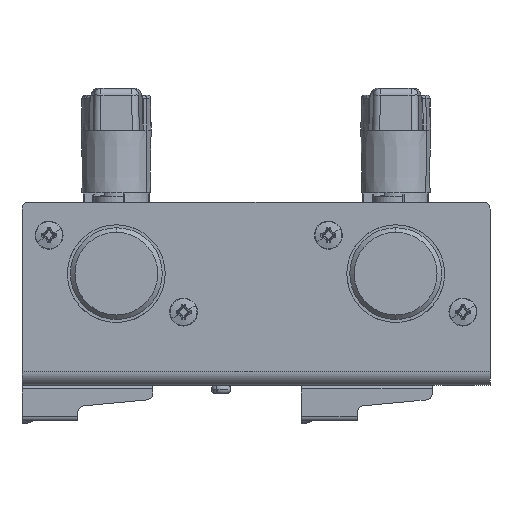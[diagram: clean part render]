
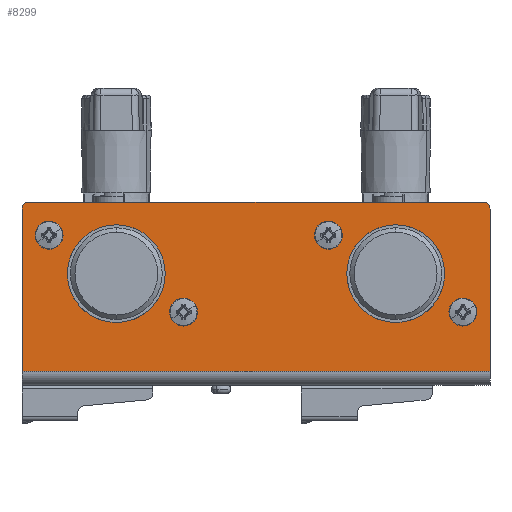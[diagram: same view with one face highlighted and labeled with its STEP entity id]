
A CAD part, front view. The second image highlights one B-rep face of the part: STEP entity #8299.
In plain terms, the highlighted planar face has unit normal (0, -1, 0).
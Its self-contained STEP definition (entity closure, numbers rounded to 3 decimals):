
#2501=CARTESIAN_POINT('Vertex',(-67.,-183.,50.5)) ;
#2791=CARTESIAN_POINT('Vertex',(-67.,-183.,4.)) ;
#2794=CARTESIAN_POINT('Line Origine',(-67.,-183.,27.25)) ;
#3048=CARTESIAN_POINT('Vertex',(67.,-183.,4.)) ;
#3051=CARTESIAN_POINT('Line Origine',(0.,-183.,4.)) ;
#3069=CARTESIAN_POINT('Line Origine',(67.,-183.,27.25)) ;
#3073=CARTESIAN_POINT('Vertex',(67.,-183.,50.5)) ;
#8159=CARTESIAN_POINT('Axis2P3D Location',(0.,-183.,0.)) ;
#8164=CARTESIAN_POINT('Axis2P3D Location',(-65.,-183.,50.5)) ;
#8168=CARTESIAN_POINT('Vertex',(-65.,-183.,52.5)) ;
#8171=CARTESIAN_POINT('Axis2P3D Location',(65.,-183.,50.5)) ;
#8175=CARTESIAN_POINT('Vertex',(65.,-183.,52.5)) ;
#8178=CARTESIAN_POINT('Line Origine',(0.,-183.,52.5)) ;
#8191=CARTESIAN_POINT('Axis2P3D Location',(20.75,-183.,43.)) ;
#8195=CARTESIAN_POINT('Vertex',(17.24,-183.,41.082)) ;
#8197=CARTESIAN_POINT('Vertex',(24.26,-183.,44.918)) ;
#8200=CARTESIAN_POINT('Axis2P3D Location',(20.75,-183.,43.)) ;
#8209=CARTESIAN_POINT('Axis2P3D Location',(59.25,-183.,21.)) ;
#8213=CARTESIAN_POINT('Vertex',(55.74,-183.,19.082)) ;
#8215=CARTESIAN_POINT('Vertex',(62.76,-183.,22.918)) ;
#8218=CARTESIAN_POINT('Axis2P3D Location',(59.25,-183.,21.)) ;
#8227=CARTESIAN_POINT('Axis2P3D Location',(-59.25,-183.,43.)) ;
#8231=CARTESIAN_POINT('Vertex',(-62.76,-183.,41.082)) ;
#8233=CARTESIAN_POINT('Vertex',(-55.74,-183.,44.918)) ;
#8236=CARTESIAN_POINT('Axis2P3D Location',(-59.25,-183.,43.)) ;
#8245=CARTESIAN_POINT('Axis2P3D Location',(-20.75,-183.,21.)) ;
#8249=CARTESIAN_POINT('Vertex',(-24.26,-183.,19.082)) ;
#8251=CARTESIAN_POINT('Vertex',(-17.24,-183.,22.918)) ;
#8254=CARTESIAN_POINT('Axis2P3D Location',(-20.75,-183.,21.)) ;
#8263=CARTESIAN_POINT('Axis2P3D Location',(40.,-183.,32.)) ;
#8267=CARTESIAN_POINT('Vertex',(54.,-183.,32.)) ;
#8269=CARTESIAN_POINT('Vertex',(26.,-183.,32.)) ;
#8272=CARTESIAN_POINT('Axis2P3D Location',(40.,-183.,32.)) ;
#8281=CARTESIAN_POINT('Axis2P3D Location',(-40.,-183.,32.)) ;
#8285=CARTESIAN_POINT('Vertex',(-26.,-183.,32.)) ;
#8287=CARTESIAN_POINT('Vertex',(-54.,-183.,32.)) ;
#8290=CARTESIAN_POINT('Axis2P3D Location',(-40.,-183.,32.)) ;
#2796=VECTOR('Line Direction',#2795,1.) ;
#3053=VECTOR('Line Direction',#3052,1.) ;
#3071=VECTOR('Line Direction',#3070,1.) ;
#8180=VECTOR('Line Direction',#8179,1.) ;
#2795=DIRECTION('Vector Direction',(0.,0.,1.)) ;
#3052=DIRECTION('Vector Direction',(1.,0.,0.)) ;
#3070=DIRECTION('Vector Direction',(0.,0.,1.)) ;
#8160=DIRECTION('Axis2P3D Direction',(0.,1.,0.)) ;
#8161=DIRECTION('Axis2P3D XDirection',(0.,0.,1.)) ;
#8165=DIRECTION('Axis2P3D Direction',(0.,1.,0.)) ;
#8172=DIRECTION('Axis2P3D Direction',(0.,1.,0.)) ;
#8179=DIRECTION('Vector Direction',(1.,0.,0.)) ;
#8192=DIRECTION('Axis2P3D Direction',(0.,1.,0.)) ;
#8201=DIRECTION('Axis2P3D Direction',(0.,1.,0.)) ;
#8210=DIRECTION('Axis2P3D Direction',(0.,1.,0.)) ;
#8219=DIRECTION('Axis2P3D Direction',(0.,1.,0.)) ;
#8228=DIRECTION('Axis2P3D Direction',(0.,1.,0.)) ;
#8237=DIRECTION('Axis2P3D Direction',(0.,1.,0.)) ;
#8246=DIRECTION('Axis2P3D Direction',(0.,1.,0.)) ;
#8255=DIRECTION('Axis2P3D Direction',(0.,1.,0.)) ;
#8264=DIRECTION('Axis2P3D Direction',(0.,1.,0.)) ;
#8273=DIRECTION('Axis2P3D Direction',(0.,1.,0.)) ;
#8282=DIRECTION('Axis2P3D Direction',(0.,1.,0.)) ;
#8291=DIRECTION('Axis2P3D Direction',(0.,1.,0.)) ;
#8162=AXIS2_PLACEMENT_3D('Plane Axis2P3D',#8159,#8160,#8161) ;
#8166=AXIS2_PLACEMENT_3D('Circle Axis2P3D',#8164,#8165,$) ;
#8173=AXIS2_PLACEMENT_3D('Circle Axis2P3D',#8171,#8172,$) ;
#8193=AXIS2_PLACEMENT_3D('Circle Axis2P3D',#8191,#8192,$) ;
#8202=AXIS2_PLACEMENT_3D('Circle Axis2P3D',#8200,#8201,$) ;
#8211=AXIS2_PLACEMENT_3D('Circle Axis2P3D',#8209,#8210,$) ;
#8220=AXIS2_PLACEMENT_3D('Circle Axis2P3D',#8218,#8219,$) ;
#8229=AXIS2_PLACEMENT_3D('Circle Axis2P3D',#8227,#8228,$) ;
#8238=AXIS2_PLACEMENT_3D('Circle Axis2P3D',#8236,#8237,$) ;
#8247=AXIS2_PLACEMENT_3D('Circle Axis2P3D',#8245,#8246,$) ;
#8256=AXIS2_PLACEMENT_3D('Circle Axis2P3D',#8254,#8255,$) ;
#8265=AXIS2_PLACEMENT_3D('Circle Axis2P3D',#8263,#8264,$) ;
#8274=AXIS2_PLACEMENT_3D('Circle Axis2P3D',#8272,#8273,$) ;
#8283=AXIS2_PLACEMENT_3D('Circle Axis2P3D',#8281,#8282,$) ;
#8292=AXIS2_PLACEMENT_3D('Circle Axis2P3D',#8290,#8291,$) ;
#2797=LINE('Line',#2794,#2796) ;
#3054=LINE('Line',#3051,#3053) ;
#3072=LINE('Line',#3069,#3071) ;
#8181=LINE('Line',#8178,#8180) ;
#8167=CIRCLE('generated circle',#8166,2.) ;
#8174=CIRCLE('generated circle',#8173,2.) ;
#8194=CIRCLE('generated circle',#8193,4.) ;
#8203=CIRCLE('generated circle',#8202,4.) ;
#8212=CIRCLE('generated circle',#8211,4.) ;
#8221=CIRCLE('generated circle',#8220,4.) ;
#8230=CIRCLE('generated circle',#8229,4.) ;
#8239=CIRCLE('generated circle',#8238,4.) ;
#8248=CIRCLE('generated circle',#8247,4.) ;
#8257=CIRCLE('generated circle',#8256,4.) ;
#8266=CIRCLE('generated circle',#8265,14.) ;
#8275=CIRCLE('generated circle',#8274,14.) ;
#8284=CIRCLE('generated circle',#8283,14.) ;
#8293=CIRCLE('generated circle',#8292,14.) ;
#8163=PLANE('',#8162) ;
#8208=FACE_BOUND('',#8205,.T.) ;
#8226=FACE_BOUND('',#8223,.T.) ;
#8244=FACE_BOUND('',#8241,.T.) ;
#8262=FACE_BOUND('',#8259,.T.) ;
#8280=FACE_BOUND('',#8277,.T.) ;
#8298=FACE_BOUND('',#8295,.T.) ;
#2798=EDGE_CURVE('',#2502,#2792,#2797,.F.) ;
#3055=EDGE_CURVE('',#2792,#3049,#3054,.T.) ;
#3075=EDGE_CURVE('',#3074,#3049,#3072,.F.) ;
#8170=EDGE_CURVE('',#2502,#8169,#8167,.T.) ;
#8177=EDGE_CURVE('',#8176,#3074,#8174,.T.) ;
#8182=EDGE_CURVE('',#8169,#8176,#8181,.T.) ;
#8199=EDGE_CURVE('',#8196,#8198,#8194,.F.) ;
#8204=EDGE_CURVE('',#8198,#8196,#8203,.F.) ;
#8217=EDGE_CURVE('',#8214,#8216,#8212,.F.) ;
#8222=EDGE_CURVE('',#8216,#8214,#8221,.F.) ;
#8235=EDGE_CURVE('',#8232,#8234,#8230,.F.) ;
#8240=EDGE_CURVE('',#8234,#8232,#8239,.F.) ;
#8253=EDGE_CURVE('',#8250,#8252,#8248,.F.) ;
#8258=EDGE_CURVE('',#8252,#8250,#8257,.F.) ;
#8271=EDGE_CURVE('',#8268,#8270,#8266,.T.) ;
#8276=EDGE_CURVE('',#8270,#8268,#8275,.T.) ;
#8289=EDGE_CURVE('',#8286,#8288,#8284,.T.) ;
#8294=EDGE_CURVE('',#8288,#8286,#8293,.T.) ;
#8184=ORIENTED_EDGE('',*,*,#8170,.F.) ;
#8185=ORIENTED_EDGE('',*,*,#2798,.T.) ;
#8186=ORIENTED_EDGE('',*,*,#3055,.T.) ;
#8187=ORIENTED_EDGE('',*,*,#3075,.F.) ;
#8188=ORIENTED_EDGE('',*,*,#8177,.F.) ;
#8189=ORIENTED_EDGE('',*,*,#8182,.F.) ;
#8206=ORIENTED_EDGE('',*,*,#8199,.F.) ;
#8207=ORIENTED_EDGE('',*,*,#8204,.F.) ;
#8224=ORIENTED_EDGE('',*,*,#8217,.F.) ;
#8225=ORIENTED_EDGE('',*,*,#8222,.F.) ;
#8242=ORIENTED_EDGE('',*,*,#8235,.F.) ;
#8243=ORIENTED_EDGE('',*,*,#8240,.F.) ;
#8260=ORIENTED_EDGE('',*,*,#8253,.F.) ;
#8261=ORIENTED_EDGE('',*,*,#8258,.F.) ;
#8278=ORIENTED_EDGE('',*,*,#8271,.T.) ;
#8279=ORIENTED_EDGE('',*,*,#8276,.T.) ;
#8296=ORIENTED_EDGE('',*,*,#8289,.T.) ;
#8297=ORIENTED_EDGE('',*,*,#8294,.T.) ;
#8183=EDGE_LOOP('',(#8184,#8185,#8186,#8187,#8188,#8189)) ;
#8205=EDGE_LOOP('',(#8206,#8207)) ;
#8223=EDGE_LOOP('',(#8224,#8225)) ;
#8241=EDGE_LOOP('',(#8242,#8243)) ;
#8259=EDGE_LOOP('',(#8260,#8261)) ;
#8277=EDGE_LOOP('',(#8278,#8279)) ;
#8295=EDGE_LOOP('',(#8296,#8297)) ;
#2502=VERTEX_POINT('',#2501) ;
#2792=VERTEX_POINT('',#2791) ;
#3049=VERTEX_POINT('',#3048) ;
#3074=VERTEX_POINT('',#3073) ;
#8169=VERTEX_POINT('',#8168) ;
#8176=VERTEX_POINT('',#8175) ;
#8196=VERTEX_POINT('',#8195) ;
#8198=VERTEX_POINT('',#8197) ;
#8214=VERTEX_POINT('',#8213) ;
#8216=VERTEX_POINT('',#8215) ;
#8232=VERTEX_POINT('',#8231) ;
#8234=VERTEX_POINT('',#8233) ;
#8250=VERTEX_POINT('',#8249) ;
#8252=VERTEX_POINT('',#8251) ;
#8268=VERTEX_POINT('',#8267) ;
#8270=VERTEX_POINT('',#8269) ;
#8286=VERTEX_POINT('',#8285) ;
#8288=VERTEX_POINT('',#8287) ;
#8299=ADVANCED_FACE('PartBody',(#8190,#8208,#8226,#8244,#8262,#8280,#8298),#8163,.F.) ;
#8190=FACE_OUTER_BOUND('',#8183,.T.) ;
